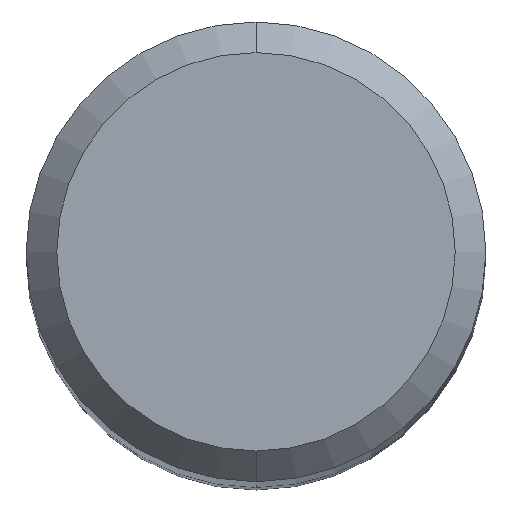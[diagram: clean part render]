
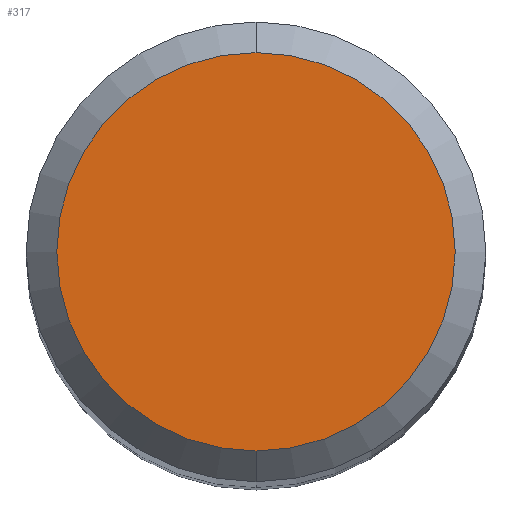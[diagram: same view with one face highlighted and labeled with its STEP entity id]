
A CAD part, top view. The second image highlights one B-rep face of the part: STEP entity #317.
In plain terms, the highlighted planar face has unit normal (0, 0, 1).
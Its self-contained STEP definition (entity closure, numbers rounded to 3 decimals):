
#241=VERTEX_POINT('',#551);
#253=VERTEX_POINT('',#564);
#289=EDGE_CURVE('',#253,#241,#605,.T.);
#317=ADVANCED_FACE('',(#636),#637,.T.);
#359=EDGE_CURVE('',#241,#253,#684,.T.);
#551=CARTESIAN_POINT('',(0.0,2.6,0.0));
#564=CARTESIAN_POINT('',(0.,-2.6,0.0));
#605=CIRCLE('',#1109,2.6);
#636=FACE_OUTER_BOUND('',#1187,.T.);
#637=PLANE('',#1188);
#684=CIRCLE('',#1247,2.6);
#1109=AXIS2_PLACEMENT_3D('',#1567,#1568,#1569);
#1187=EDGE_LOOP('',(#1599,#1600));
#1188=AXIS2_PLACEMENT_3D('',#1601,#1602,#1603);
#1247=AXIS2_PLACEMENT_3D('',#1660,#1661,#1662);
#1567=CARTESIAN_POINT('',(0.0,0.0,0.0));
#1568=DIRECTION('',(0.0,0.0,-1.0));
#1569=DIRECTION('',(0.0,1.0,0.0));
#1599=ORIENTED_EDGE('',*,*,#359,.F.);
#1600=ORIENTED_EDGE('',*,*,#289,.F.);
#1601=CARTESIAN_POINT('',(0.0,1.3,0.0));
#1602=DIRECTION('',(-0.0,0.0,1.0));
#1603=DIRECTION('',(0.0,-1.0,0.0));
#1660=CARTESIAN_POINT('',(0.0,0.0,0.0));
#1661=DIRECTION('',(0.0,0.0,-1.0));
#1662=DIRECTION('',(0.0,1.0,0.0));
